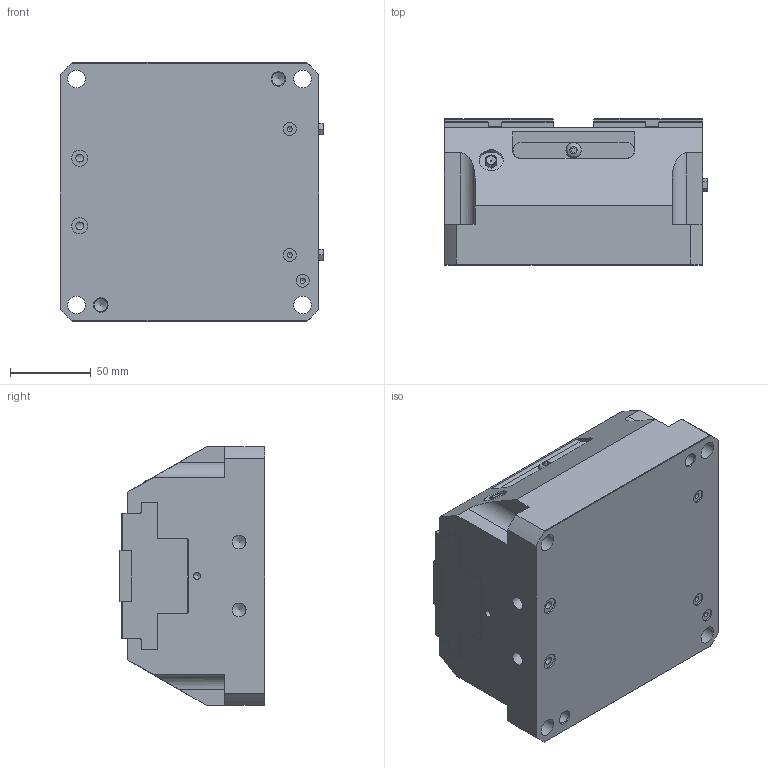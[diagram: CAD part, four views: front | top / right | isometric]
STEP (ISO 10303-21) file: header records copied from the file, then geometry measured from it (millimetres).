
FILE_DESCRIPTION(/* description */ (''),/* implementation_level */ '2;1');
FILE_NAME(/* name */ 'CFB OJ 160 C1 ID BC.stp',/* time_stamp */ '2020-07-22T17:29:37+02:00',/* author */ ('e.orio2'),/* organization */ (''),/* preprocessor_version */ 'ST-DEVELOPER v17',/* originating_system */ 'Autodesk Inventor 2019',/* authorisation */ '');
FILE_SCHEMA (('AUTOMOTIVE_DESIGN { 1 0 10303 214 3 1 1 }'));
Length unit declared in the file: millimetre
Products named in the file (5): CFB OJ 160 C1 ID BC; Corpo; Griffa C1; Mascherina-NO SENS; VTB M5
Assembly tree (5 placements, depth 2):
  CFB OJ 160 C1 ID BC
    Corpo
    Griffa C1  x2
    Mascherina-NO SENS
    VTB M5
Bounding box: 163 x 90.3 x 160 mm (x, y, z)
Volume: 1887774.5 mm3; surface area: 177498.7 mm2
Topology: 5 solids, 7 shells, 424 faces, 1210 edges, 816 vertices
Faces by surface type: plane 245, cylinder 101, cone 73, sphere 4, bspline 1
Full cylindrical faces by diameter (mm): 3.242 x3, 3.3 x5, 4.134 x1, 4.2 x3, 4.917 x2, 5 x3, 5.2 x1, 6.647 x24, 8 x5, 8.566 x2, 9.5 x1, 10 x2, 11 x4, 15 x2
Entity records: 10843 total; most frequent: CARTESIAN_POINT 2078, DIRECTION 1792, ORIENTED_EDGE 1770, EDGE_CURVE 885, AXIS2_PLACEMENT_3D 631, VERTEX_POINT 618, LINE 530, VECTOR 530
